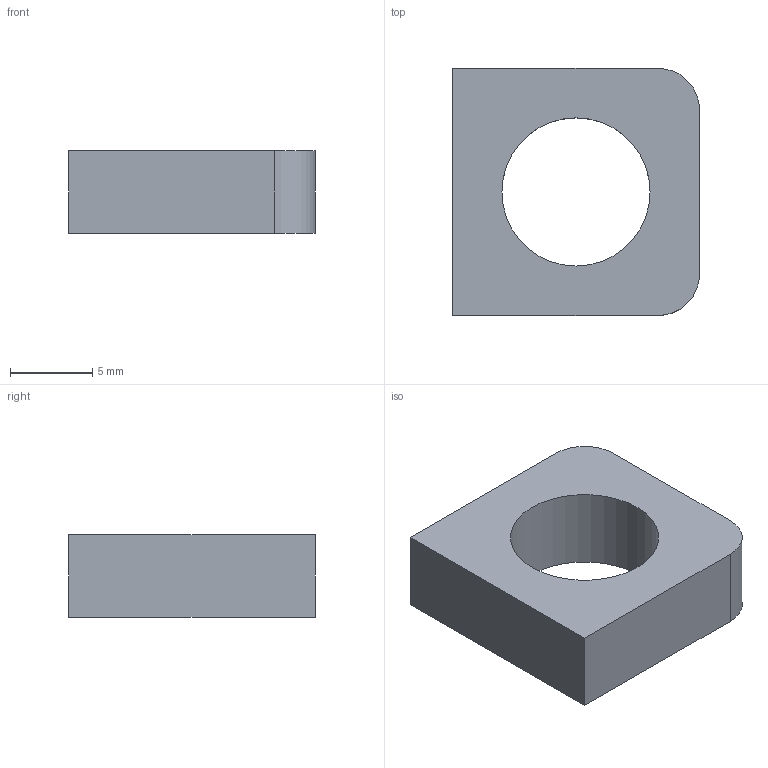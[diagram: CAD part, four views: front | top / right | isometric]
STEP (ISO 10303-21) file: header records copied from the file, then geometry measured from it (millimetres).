
FILE_DESCRIPTION(/* description */ (''),/* implementation_level */ '2;1');
FILE_NAME(/* name */ 'Hülse_1.stp',/* time_stamp */ '2020-10-28T15:02:35+01:00',/* author */ ('Chris'),/* organization */ (''),/* preprocessor_version */ 'ST-DEVELOPER v18',/* originating_system */ 'Autodesk Inventor 2020',/* authorisation */ '');
FILE_SCHEMA (('AUTOMOTIVE_DESIGN { 1 0 10303 214 3 1 1 }'));
Length unit declared in the file: millimetre
Products named in the file (1): Hülse_1
Bounding box: 15 x 15 x 5 mm (x, y, z)
Volume: 793.5 mm3; surface area: 748 mm2
Topology: 1 solids, 1 shells, 9 faces, 22 edges, 15 vertices
Faces by surface type: plane 6, cylinder 3
Full cylindrical faces by diameter (mm): 9 x1
Entity records: 316 total; most frequent: DIRECTION 49, CARTESIAN_POINT 47, ORIENTED_EDGE 44, EDGE_CURVE 22, AXIS2_PLACEMENT_3D 17, LINE 15, VECTOR 15, VERTEX_POINT 15
